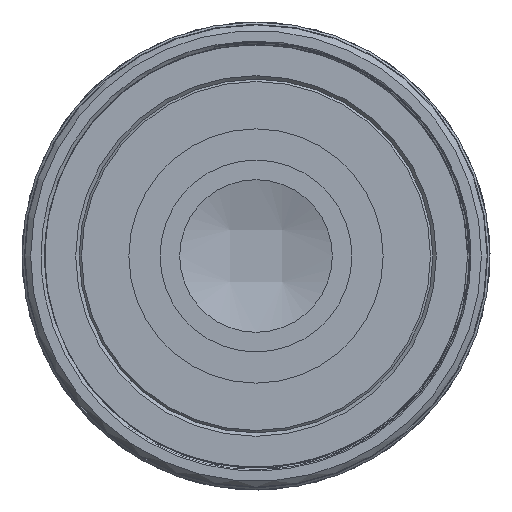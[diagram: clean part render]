
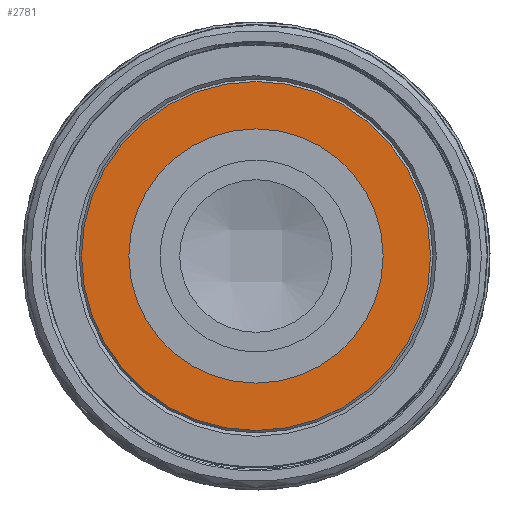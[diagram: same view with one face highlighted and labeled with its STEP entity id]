
A CAD part, left-side view. The second image highlights one B-rep face of the part: STEP entity #2781.
In plain terms, the highlighted planar face has unit normal (-1, 0, 0).
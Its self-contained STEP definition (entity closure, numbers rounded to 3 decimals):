
#257 = ORIENTED_EDGE ( 'NONE', *, *, #5457, .F. ) ;
#1006 = AXIS2_PLACEMENT_3D ( 'NONE', #9293, #3505, #6379 ) ;
#1617 = EDGE_LOOP ( 'NONE', ( #11236 ) ) ;
#1654 = VERTEX_POINT ( 'NONE', #4760 ) ;
#2371 = CIRCLE ( 'NONE', #5166, 15.1 ) ;
#2781 = ADVANCED_FACE ( 'NONE', ( #4524, #11949 ), #8331, .T. ) ;
#2783 = DIRECTION ( 'NONE',  ( -1., 0., 0. ) ) ;
#3505 = DIRECTION ( 'NONE',  ( 1., 0., 0. ) ) ;
#3863 = EDGE_CURVE ( 'NONE', #8842, #8842, #4787, .T. ) ;
#4014 = DIRECTION ( 'NONE',  ( 1., 0., 0. ) ) ;
#4524 = FACE_BOUND ( 'NONE', #1617, .T. ) ;
#4760 = CARTESIAN_POINT ( 'NONE',  ( 2.558, 0., -15.1 ) ) ;
#4787 = CIRCLE ( 'NONE', #1006, 11. ) ;
#5166 = AXIS2_PLACEMENT_3D ( 'NONE', #7009, #4014, #5890 ) ;
#5457 = EDGE_CURVE ( 'NONE', #1654, #1654, #2371, .T. ) ;
#5782 = AXIS2_PLACEMENT_3D ( 'NONE', #6591, #2783, #8520 ) ;
#5890 = DIRECTION ( 'NONE',  ( 0., 0., -1. ) ) ;
#6379 = DIRECTION ( 'NONE',  ( 0., 0., 1. ) ) ;
#6396 = EDGE_LOOP ( 'NONE', ( #257 ) ) ;
#6591 = CARTESIAN_POINT ( 'NONE',  ( 2.558, 0., 0. ) ) ;
#7009 = CARTESIAN_POINT ( 'NONE',  ( 2.558, 0., 0. ) ) ;
#7851 = CARTESIAN_POINT ( 'NONE',  ( 2.558, 0., 11. ) ) ;
#8331 = PLANE ( 'NONE',  #5782 ) ;
#8520 = DIRECTION ( 'NONE',  ( 0., 0., 1. ) ) ;
#8842 = VERTEX_POINT ( 'NONE', #7851 ) ;
#9293 = CARTESIAN_POINT ( 'NONE',  ( 2.558, 0., 0. ) ) ;
#11236 = ORIENTED_EDGE ( 'NONE', *, *, #3863, .T. ) ;
#11949 = FACE_OUTER_BOUND ( 'NONE', #6396, .T. ) ;
